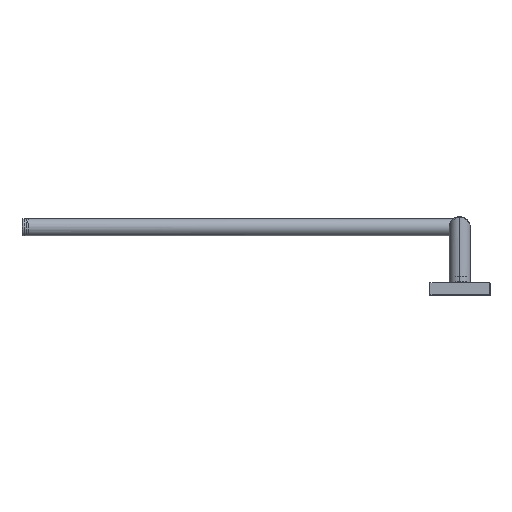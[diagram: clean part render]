
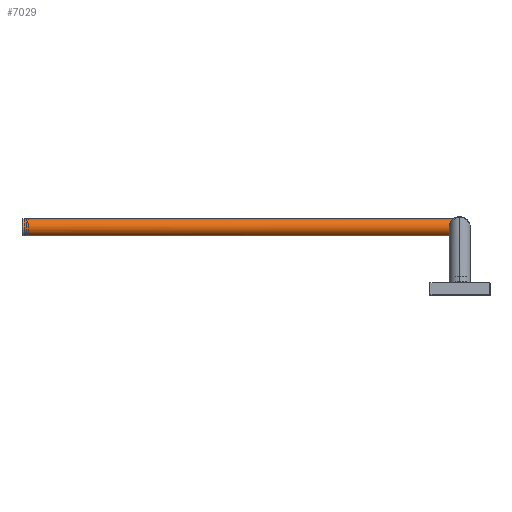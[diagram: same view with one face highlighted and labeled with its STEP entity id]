
A CAD part, top view. The second image highlights one B-rep face of the part: STEP entity #7029.
In plain terms, the highlighted cylindrical face has radius 7.75 mm (diameter 15.5 mm), a partial arc.
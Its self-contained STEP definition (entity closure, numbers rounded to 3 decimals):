
#1091 = CARTESIAN_POINT ( 'NONE',  ( 0., 390., -7.75 ) ) ;
#1095 = CARTESIAN_POINT ( 'NONE',  ( 0.547, 390., -7.75 ) ) ;
#1096 = CARTESIAN_POINT ( 'NONE',  ( 1.075, 389.918, -7.693 ) ) ;
#1097 = CARTESIAN_POINT ( 'NONE',  ( 1.845, 389.704, -7.532 ) ) ;
#1098 = CARTESIAN_POINT ( 'NONE',  ( 2.094, 389.619, -7.466 ) ) ;
#1099 = CARTESIAN_POINT ( 'NONE',  ( 2.575, 389.431, -7.314 ) ) ;
#1100 = CARTESIAN_POINT ( 'NONE',  ( 2.807, 389.327, -7.228 ) ) ;
#1101 = CARTESIAN_POINT ( 'NONE',  ( 3.486, 389., -6.939 ) ) ;
#1102 = CARTESIAN_POINT ( 'NONE',  ( 3.915, 388.755, -6.705 ) ) ;
#1103 = CARTESIAN_POINT ( 'NONE',  ( 4.709, 388.265, -6.174 ) ) ;
#1104 = CARTESIAN_POINT ( 'NONE',  ( 5.078, 388.017, -5.875 ) ) ;
#1105 = CARTESIAN_POINT ( 'NONE',  ( 5.764, 387.535, -5.203 ) ) ;
#1106 = CARTESIAN_POINT ( 'NONE',  ( 6.083, 387.299, -4.827 ) ) ;
#1107 = CARTESIAN_POINT ( 'NONE',  ( 6.646, 386.873, -4.017 ) ) ;
#1108 = CARTESIAN_POINT ( 'NONE',  ( 6.893, 386.681, -3.58 ) ) ;
#1109 = CARTESIAN_POINT ( 'NONE',  ( 7.203, 386.435, -2.871 ) ) ;
#1110 = CARTESIAN_POINT ( 'NONE',  ( 7.296, 386.361, -2.625 ) ) ;
#1111 = CARTESIAN_POINT ( 'NONE',  ( 7.457, 386.232, -2.128 ) ) ;
#1112 = CARTESIAN_POINT ( 'NONE',  ( 7.525, 386.177, -1.874 ) ) ;
#1113 = CARTESIAN_POINT ( 'NONE',  ( 7.635, 386.088, -1.355 ) ) ;
#1114 = CARTESIAN_POINT ( 'NONE',  ( 7.678, 386.053, -1.089 ) ) ;
#1115 = CARTESIAN_POINT ( 'NONE',  ( 7.735, 386.006, -0.55 ) ) ;
#1116 = CARTESIAN_POINT ( 'NONE',  ( 7.75, 385.995, -0.281 ) ) ;
#1117 = CARTESIAN_POINT ( 'NONE',  ( 7.75, 385.994, 0.255 ) ) ;
#1118 = CARTESIAN_POINT ( 'NONE',  ( 7.737, 386.005, 0.523 ) ) ;
#1119 = CARTESIAN_POINT ( 'NONE',  ( 7.682, 386.05, 1.057 ) ) ;
#1120 = CARTESIAN_POINT ( 'NONE',  ( 7.64, 386.084, 1.326 ) ) ;
#1121 = CARTESIAN_POINT ( 'NONE',  ( 7.476, 386.216, 2.109 ) ) ;
#1122 = CARTESIAN_POINT ( 'NONE',  ( 7.317, 386.345, 2.607 ) ) ;
#1123 = CARTESIAN_POINT ( 'NONE',  ( 6.904, 386.671, 3.558 ) ) ;
#1124 = CARTESIAN_POINT ( 'NONE',  ( 6.657, 386.865, 3.999 ) ) ;
#1125 = CARTESIAN_POINT ( 'NONE',  ( 6.094, 387.291, 4.814 ) ) ;
#1126 = CARTESIAN_POINT ( 'NONE',  ( 5.775, 387.527, 5.191 ) ) ;
#1127 = CARTESIAN_POINT ( 'NONE',  ( 5.088, 388.01, 5.865 ) ) ;
#1128 = CARTESIAN_POINT ( 'NONE',  ( 4.718, 388.259, 6.167 ) ) ;
#1129 = CARTESIAN_POINT ( 'NONE',  ( 3.917, 388.754, 6.704 ) ) ;
#1130 = CARTESIAN_POINT ( 'NONE',  ( 3.492, 388.996, 6.936 ) ) ;
#1131 = CARTESIAN_POINT ( 'NONE',  ( 2.815, 389.324, 7.225 ) ) ;
#1132 = CARTESIAN_POINT ( 'NONE',  ( 2.582, 389.428, 7.312 ) ) ;
#1133 = CARTESIAN_POINT ( 'NONE',  ( 2.098, 389.617, 7.465 ) ) ;
#1134 = CARTESIAN_POINT ( 'NONE',  ( 1.847, 389.703, 7.531 ) ) ;
#1135 = CARTESIAN_POINT ( 'NONE',  ( 1.337, 389.845, 7.638 ) ) ;
#1136 = CARTESIAN_POINT ( 'NONE',  ( 1.077, 389.902, 7.68 ) ) ;
#1137 = CARTESIAN_POINT ( 'NONE',  ( 0.544, 389.979, 7.736 ) ) ;
#1138 = CARTESIAN_POINT ( 'NONE',  ( 0.269, 390., 7.75 ) ) ;
#1139 = CARTESIAN_POINT ( 'NONE',  ( 0., 390., 7.75 ) ) ;
#1155 = CARTESIAN_POINT ( 'NONE',  ( 0., 0., 0. ) ) ;
#1156 = DIRECTION ( 'NONE',  ( 0., 1., 0. ) ) ;
#1157 = DIRECTION ( 'NONE',  ( 0., 0., 1. ) ) ;
#1314 = LINE ( 'NONE', #1315, #7563 ) ;
#1315 = CARTESIAN_POINT ( 'NONE',  ( 0., 390., 7.75 ) ) ;
#1316 = DIRECTION ( 'NONE',  ( 0., -1., 0. ) ) ;
#2423 = CYLINDRICAL_SURFACE ( 'NONE', #2428, 7.75 ) ;
#2424 = FACE_OUTER_BOUND ( 'NONE', #5175, .T. ) ;
#2428 = AXIS2_PLACEMENT_3D ( 'NONE', #3122, #3123, #3124 ) ;
#2893 = CARTESIAN_POINT ( 'NONE',  ( 0., 0., -7.75 ) ) ;
#2899 = CARTESIAN_POINT ( 'NONE',  ( 0., 0., 7.75 ) ) ;
#2902 = CARTESIAN_POINT ( 'NONE',  ( 0., 390., 7.75 ) ) ;
#2903 = CARTESIAN_POINT ( 'NONE',  ( 0., 390., -7.75 ) ) ;
#3122 = CARTESIAN_POINT ( 'NONE',  ( 0., 390., 0. ) ) ;
#3123 = DIRECTION ( 'NONE',  ( 0., -1., 0. ) ) ;
#3124 = DIRECTION ( 'NONE',  ( 0., 0., -1. ) ) ;
#3356 = EDGE_CURVE ( 'NONE', #6047, #6037, #5814, .T. ) ;
#3361 = EDGE_CURVE ( 'NONE', #6047, #6046, #5200, .T. ) ;
#3367 = EDGE_CURVE ( 'NONE', #6043, #6037, #3648, .T. ) ;
#3389 = EDGE_CURVE ( 'NONE', #6046, #6043, #1314, .T. ) ;
#3648 = CIRCLE ( 'NONE', #7501, 7.75 ) ;
#5175 = EDGE_LOOP ( 'NONE', ( #6074, #6058, #6082, #6087 ) ) ;
#5200 = B_SPLINE_CURVE_WITH_KNOTS ( 'NONE', 3,
 ( #1091, #1095, #1096, #1097, #1098, #1099, #1100, #1101, #1102, #1103, #1104, #1105, #1106, #1107, #1108, #1109, #1110, #1111, #1112, #1113, #1114, #1115, #1116, #1117, #1118, #1119, #1120, #1121, #1122, #1123, #1124, #1125, #1126, #1127, #1128, #1129, #1130, #1131, #1132, #1133, #1134, #1135, #1136, #1137, #1138, #1139 ),
 .UNSPECIFIED., .F., .F.,
 ( 4, 2, 2, 2, 2, 2, 2, 2, 2, 2, 2, 2, 2, 2, 2, 2, 2, 2, 2, 2, 2, 2, 4 ),
 ( 0., 0.002, 0.002, 0.003, 0.005, 0.006, 0.008, 0.01, 0.01, 0.011, 0.012, 0.013, 0.014, 0.015, 0.016, 0.018, 0.019, 0.021, 0.023, 0.023, 0.024, 0.025, 0.026 ),
 .UNSPECIFIED. ) ;
#5814 = LINE ( 'NONE', #5815, #7484 ) ;
#5815 = CARTESIAN_POINT ( 'NONE',  ( 0., 390., -7.75 ) ) ;
#5816 = DIRECTION ( 'NONE',  ( 0., -1., 0. ) ) ;
#6037 = VERTEX_POINT ( 'NONE', #2893 ) ;
#6043 = VERTEX_POINT ( 'NONE', #2899 ) ;
#6046 = VERTEX_POINT ( 'NONE', #2902 ) ;
#6047 = VERTEX_POINT ( 'NONE', #2903 ) ;
#6058 = ORIENTED_EDGE ( 'NONE', *, *, #3389, .T. ) ;
#6074 = ORIENTED_EDGE ( 'NONE', *, *, #3361, .T. ) ;
#6082 = ORIENTED_EDGE ( 'NONE', *, *, #3367, .T. ) ;
#6087 = ORIENTED_EDGE ( 'NONE', *, *, #3356, .F. ) ;
#7029 = ADVANCED_FACE ( 'NONE', ( #2424 ), #2423, .T. ) ;
#7484 = VECTOR ( 'NONE', #5816, 1000. ) ;
#7501 = AXIS2_PLACEMENT_3D ( 'NONE', #1155, #1156, #1157 ) ;
#7563 = VECTOR ( 'NONE', #1316, 1000. ) ;
